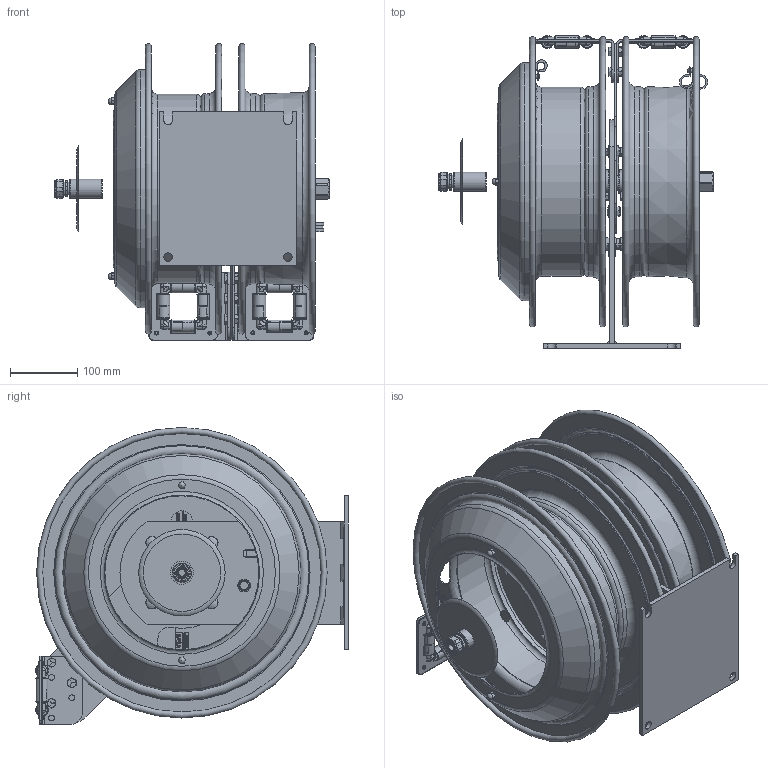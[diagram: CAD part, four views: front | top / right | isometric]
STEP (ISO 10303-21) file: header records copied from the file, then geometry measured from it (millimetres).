
FILE_DESCRIPTION(/* description */ (''),/* implementation_level */ '2;1');
FILE_NAME(/* name */ 'C-L350L-5012L-X_SHARED.stp',/* time_stamp */ '2020-03-09T10:16:52-07:00',/* author */ ('NMelton'),/* organization */ (''),/* preprocessor_version */ 'ST-DEVELOPER v17',/* originating_system */ 'Autodesk Inventor 2019',/* authorisation */ '');
FILE_SCHEMA (('AUTOMOTIVE_DESIGN { 1 0 10303 214 3 1 1 }'));
Products named in the file (1): C-L350L-5012L-X_SHARED
Bounding box: 407.34 x 465.11 x 441.44 mm (x, y, z)
Surface area: 1717978.8 mm2 (no closed solid volume)
Topology: 0 solids, 195 shells, 2980 faces, 16499 edges, 13322 vertices
Faces by surface type: plane 1713, cylinder 498, bspline 482, cone 149, torus 99, sphere 39
Full cylindrical faces by diameter (mm): 2.159 x2, 3.962 x2, 4.699 x8, 4.826 x5, 5.182 x2, 5.556 x5, 5.588 x8, 6.35 x9, 7.938 x3, 8.636 x6, 8.89 x1, 10.16 x1, 11.43 x3, 12.192 x6, 12.255 x1, 12.446 x1, 12.598 x2, 12.7 x2, 14.859 x1, 15.875 x2, 17.882 x1, 18.745 x1, 19.05 x10, 19.736 x1, 20.574 x1, 22.085 x1, 23.812 x1, 25.362 x1, 25.908 x1, 28.575 x1
Entity records: 181054 total; most frequent: CARTESIAN_POINT 61991, ORIENTED_EDGE 22067, DIRECTION 19313, EDGE_CURVE 16463, VERTEX_POINT 13322, LINE 9923, VECTOR 9923, AXIS2_PLACEMENT_3D 4695
